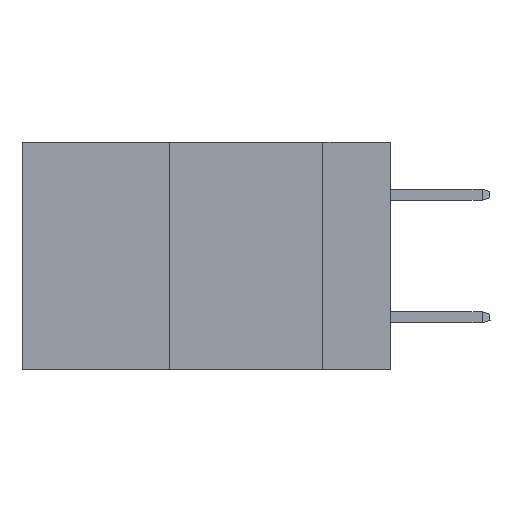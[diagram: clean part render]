
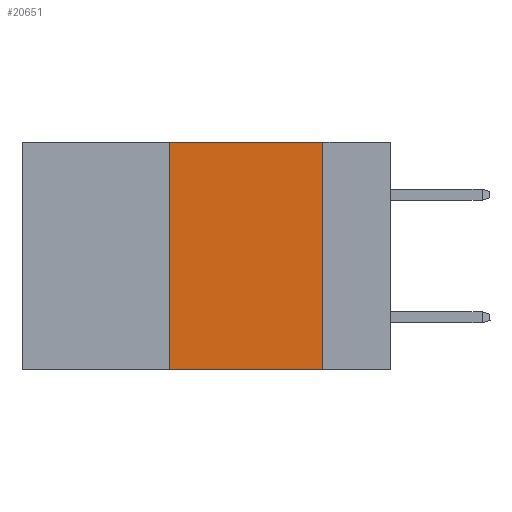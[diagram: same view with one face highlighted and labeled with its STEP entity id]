
A CAD part, left-side view. The second image highlights one B-rep face of the part: STEP entity #20651.
In plain terms, the highlighted planar face has unit normal (-1, 0, 0).
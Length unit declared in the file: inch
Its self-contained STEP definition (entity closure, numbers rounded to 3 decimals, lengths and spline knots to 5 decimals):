
#100 = CARTESIAN_POINT ( 'NONE',  ( 0., 0.11, 0. ) ) ;
#1041 = VECTOR ( 'NONE', #20310, 39.37008 ) ;
#1901 = EDGE_CURVE ( 'NONE', #23672, #16370, #32361, .T. ) ;
#10320 = DIRECTION ( 'NONE',  ( 0., 0., -1. ) ) ;
#10921 = DIRECTION ( 'NONE',  ( 0., 0., 1. ) ) ;
#11184 = EDGE_LOOP ( 'NONE', ( #32588, #33315, #24020, #16463 ) ) ;
#12821 = DIRECTION ( 'NONE',  ( 1., 0., 0. ) ) ;
#14134 = EDGE_CURVE ( 'NONE', #32890, #23672, #25115, .T. ) ;
#14612 = CARTESIAN_POINT ( 'NONE',  ( 0., 0.11, 0. ) ) ;
#14879 = VECTOR ( 'NONE', #22073, 39.37008 ) ;
#16370 = VERTEX_POINT ( 'NONE', #29281 ) ;
#16463 = ORIENTED_EDGE ( 'NONE', *, *, #18634, .T. ) ;
#17836 = PLANE ( 'NONE',  #28545 ) ;
#18243 = VERTEX_POINT ( 'NONE', #20181 ) ;
#18634 = EDGE_CURVE ( 'NONE', #18243, #16370, #33205, .T. ) ;
#20181 = CARTESIAN_POINT ( 'NONE',  ( 0., 0.36, -0.37 ) ) ;
#20310 = DIRECTION ( 'NONE',  ( 0., -1., 0. ) ) ;
#20550 = LINE ( 'NONE', #28684, #32295 ) ;
#20651 = ADVANCED_FACE ( 'NONE', ( #27351 ), #17836, .F. ) ;
#21830 = CARTESIAN_POINT ( 'NONE',  ( 0., 0.6, -0.37 ) ) ;
#22073 = DIRECTION ( 'NONE',  ( 0., -1., 0. ) ) ;
#22725 = CARTESIAN_POINT ( 'NONE',  ( 0., 0.6, 0. ) ) ;
#23672 = VERTEX_POINT ( 'NONE', #14612 ) ;
#24020 = ORIENTED_EDGE ( 'NONE', *, *, #32643, .F. ) ;
#25115 = LINE ( 'NONE', #22725, #1041 ) ;
#27351 = FACE_OUTER_BOUND ( 'NONE', #11184, .T. ) ;
#28395 = CARTESIAN_POINT ( 'NONE',  ( 0., 0.6, 0. ) ) ;
#28545 = AXIS2_PLACEMENT_3D ( 'NONE', #28395, #12821, #32969 ) ;
#28684 = CARTESIAN_POINT ( 'NONE',  ( 0., 0.36, 0. ) ) ;
#29281 = CARTESIAN_POINT ( 'NONE',  ( 0., 0.11, -0.37 ) ) ;
#29445 = CARTESIAN_POINT ( 'NONE',  ( 0., 0.36, 0. ) ) ;
#31159 = VECTOR ( 'NONE', #10320, 39.37008 ) ;
#32295 = VECTOR ( 'NONE', #10921, 39.37008 ) ;
#32361 = LINE ( 'NONE', #100, #31159 ) ;
#32588 = ORIENTED_EDGE ( 'NONE', *, *, #1901, .F. ) ;
#32643 = EDGE_CURVE ( 'NONE', #18243, #32890, #20550, .T. ) ;
#32890 = VERTEX_POINT ( 'NONE', #29445 ) ;
#32969 = DIRECTION ( 'NONE',  ( 0., 0., -1. ) ) ;
#33205 = LINE ( 'NONE', #21830, #14879 ) ;
#33315 = ORIENTED_EDGE ( 'NONE', *, *, #14134, .F. ) ;
